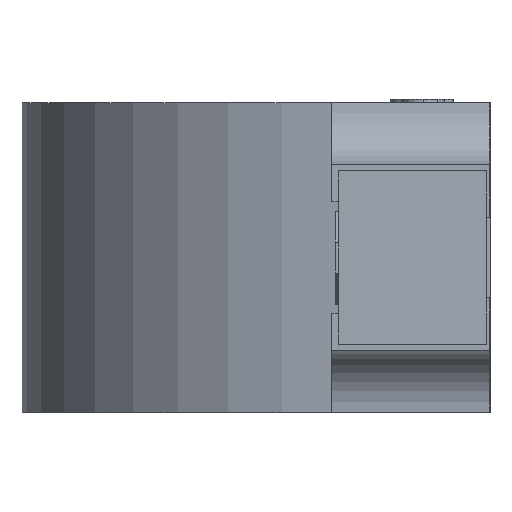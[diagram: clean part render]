
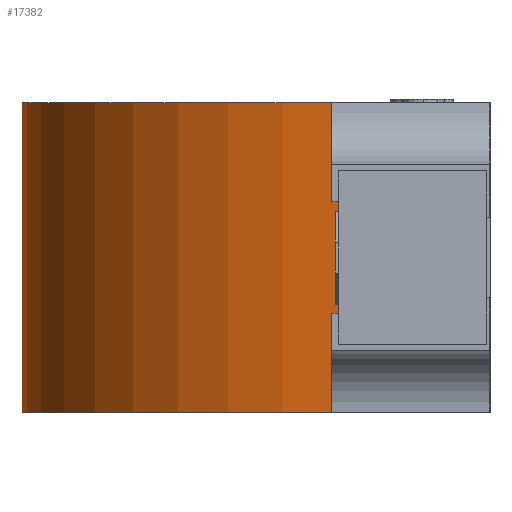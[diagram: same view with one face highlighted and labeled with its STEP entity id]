
A CAD part, left-side view. The second image highlights one B-rep face of the part: STEP entity #17382.
In plain terms, the highlighted cylindrical face has radius 1.103 mm (diameter 2.206 mm), a partial arc.
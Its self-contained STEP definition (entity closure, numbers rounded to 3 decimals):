
#239 = DIRECTION ( 'NONE',  ( 0., 0., 1. ) ) ;
#292 = VERTEX_POINT ( 'NONE', #14612 ) ;
#712 = VERTEX_POINT ( 'NONE', #14680 ) ;
#1050 = VERTEX_POINT ( 'NONE', #6363 ) ;
#1233 = DIRECTION ( 'NONE',  ( 0., 0., -1. ) ) ;
#1569 = CARTESIAN_POINT ( 'NONE',  ( 1.1, 0.24, -1. ) ) ;
#1640 = CYLINDRICAL_SURFACE ( 'NONE', #14877, 1.103 ) ;
#1715 = VERTEX_POINT ( 'NONE', #10537 ) ;
#1746 = CARTESIAN_POINT ( 'NONE',  ( -1.1, 0.24, -0.83 ) ) ;
#1838 = CARTESIAN_POINT ( 'NONE',  ( 1.1, 0.24, 0. ) ) ;
#1870 = DIRECTION ( 'NONE',  ( 0., 0., -1. ) ) ;
#1925 = AXIS2_PLACEMENT_3D ( 'NONE', #17181, #239, #15958 ) ;
#2063 = VECTOR ( 'NONE', #13626, 1000. ) ;
#2585 = CARTESIAN_POINT ( 'NONE',  ( -1.1, 0.24, -3.425 ) ) ;
#2609 = EDGE_CURVE ( 'NONE', #17466, #11096, #11481, .T. ) ;
#2762 = CARTESIAN_POINT ( 'NONE',  ( 1.1, 0.24, -3.425 ) ) ;
#2932 = FACE_OUTER_BOUND ( 'NONE', #15481, .T. ) ;
#3053 = ORIENTED_EDGE ( 'NONE', *, *, #13190, .F. ) ;
#3183 = DIRECTION ( 'NONE',  ( 0., 0., 1. ) ) ;
#3374 = CARTESIAN_POINT ( 'NONE',  ( -1.1, 0.24, -0.95 ) ) ;
#3593 = VERTEX_POINT ( 'NONE', #1569 ) ;
#3596 = LINE ( 'NONE', #13449, #2063 ) ;
#4447 = EDGE_CURVE ( 'NONE', #712, #11096, #16774, .T. ) ;
#4460 = CARTESIAN_POINT ( 'NONE',  ( 1.1, 0.24, -3.425 ) ) ;
#4502 = CARTESIAN_POINT ( 'NONE',  ( 1.1, 0.24, -3.425 ) ) ;
#4882 = VERTEX_POINT ( 'NONE', #15973 ) ;
#5136 = EDGE_CURVE ( 'NONE', #4882, #10203, #6797, .T. ) ;
#5262 = DIRECTION ( 'NONE',  ( 0., 0., 1. ) ) ;
#5939 = VECTOR ( 'NONE', #10285, 1000. ) ;
#6191 = VERTEX_POINT ( 'NONE', #1838 ) ;
#6216 = LINE ( 'NONE', #11640, #15146 ) ;
#6363 = CARTESIAN_POINT ( 'NONE',  ( 1.1, 0.24, -0.83 ) ) ;
#6365 = ORIENTED_EDGE ( 'NONE', *, *, #11724, .F. ) ;
#6677 = ORIENTED_EDGE ( 'NONE', *, *, #8252, .F. ) ;
#6790 = EDGE_CURVE ( 'NONE', #3593, #712, #17246, .T. ) ;
#6797 = LINE ( 'NONE', #16577, #9962 ) ;
#6800 = DIRECTION ( 'NONE',  ( 1., 0., 0. ) ) ;
#7147 = DIRECTION ( 'NONE',  ( 1., 0., 0. ) ) ;
#7179 = ORIENTED_EDGE ( 'NONE', *, *, #4447, .T. ) ;
#7921 = EDGE_CURVE ( 'NONE', #17466, #15548, #6216, .T. ) ;
#8252 = EDGE_CURVE ( 'NONE', #292, #6191, #14493, .T. ) ;
#8275 = DIRECTION ( 'NONE',  ( 0., 0., 1. ) ) ;
#8654 = LINE ( 'NONE', #14485, #10833 ) ;
#8860 = DIRECTION ( 'NONE',  ( 0., 0., 1. ) ) ;
#8945 = VECTOR ( 'NONE', #3183, 1000. ) ;
#9557 = EDGE_CURVE ( 'NONE', #1050, #15603, #12802, .T. ) ;
#9903 = LINE ( 'NONE', #11269, #15480 ) ;
#9962 = VECTOR ( 'NONE', #5262, 1000. ) ;
#10068 = CIRCLE ( 'NONE', #11242, 1.103 ) ;
#10087 = CARTESIAN_POINT ( 'NONE',  ( -1.1, 0.24, -0.17 ) ) ;
#10203 = VERTEX_POINT ( 'NONE', #10901 ) ;
#10285 = DIRECTION ( 'NONE',  ( 0., 0., -1. ) ) ;
#10300 = DIRECTION ( 'NONE',  ( 0., 0., 1. ) ) ;
#10416 = VECTOR ( 'NONE', #8275, 1000. ) ;
#10537 = CARTESIAN_POINT ( 'NONE',  ( 1.1, 0.24, -0.95 ) ) ;
#10833 = VECTOR ( 'NONE', #1870, 1000. ) ;
#10901 = CARTESIAN_POINT ( 'NONE',  ( -1.1, 0.24, 0. ) ) ;
#10913 = ORIENTED_EDGE ( 'NONE', *, *, #16906, .F. ) ;
#11096 = VERTEX_POINT ( 'NONE', #3374 ) ;
#11242 = AXIS2_PLACEMENT_3D ( 'NONE', #17053, #1233, #6800 ) ;
#11269 = CARTESIAN_POINT ( 'NONE',  ( 1.1, 0.24, -0.83 ) ) ;
#11315 = ORIENTED_EDGE ( 'NONE', *, *, #5136, .T. ) ;
#11371 = CARTESIAN_POINT ( 'NONE',  ( 0., 0.157, -3.425 ) ) ;
#11479 = ORIENTED_EDGE ( 'NONE', *, *, #14122, .F. ) ;
#11481 = LINE ( 'NONE', #1746, #5939 ) ;
#11640 = CARTESIAN_POINT ( 'NONE',  ( -1.1, 0.24, -3.425 ) ) ;
#11724 = EDGE_CURVE ( 'NONE', #1715, #1050, #9903, .T. ) ;
#11932 = VECTOR ( 'NONE', #10300, 1000. ) ;
#12101 = ORIENTED_EDGE ( 'NONE', *, *, #6790, .T. ) ;
#12506 = DIRECTION ( 'NONE',  ( 0., 0., 1. ) ) ;
#12802 = LINE ( 'NONE', #4502, #11932 ) ;
#13190 = EDGE_CURVE ( 'NONE', #4882, #15548, #8654, .T. ) ;
#13449 = CARTESIAN_POINT ( 'NONE',  ( 1.1, 0.24, -0.17 ) ) ;
#13626 = DIRECTION ( 'NONE',  ( 0., 0., 1. ) ) ;
#14065 = DIRECTION ( 'NONE',  ( 0., 0., 1. ) ) ;
#14122 = EDGE_CURVE ( 'NONE', #15603, #292, #3596, .T. ) ;
#14278 = ORIENTED_EDGE ( 'NONE', *, *, #9557, .F. ) ;
#14485 = CARTESIAN_POINT ( 'NONE',  ( -1.1, 0.24, -0.17 ) ) ;
#14493 = LINE ( 'NONE', #4460, #8945 ) ;
#14526 = CARTESIAN_POINT ( 'NONE',  ( 1.1, 0.24, -0.17 ) ) ;
#14612 = CARTESIAN_POINT ( 'NONE',  ( 1.1, 0.24, -0.05 ) ) ;
#14680 = CARTESIAN_POINT ( 'NONE',  ( -1.1, 0.24, -1. ) ) ;
#14877 = AXIS2_PLACEMENT_3D ( 'NONE', #11371, #18172, #7147 ) ;
#15146 = VECTOR ( 'NONE', #8860, 1000. ) ;
#15480 = VECTOR ( 'NONE', #14065, 1000. ) ;
#15481 = EDGE_LOOP ( 'NONE', ( #10913, #12101, #7179, #15986, #16812, #3053, #11315, #17058, #6677, #11479, #14278, #6365 ) ) ;
#15548 = VERTEX_POINT ( 'NONE', #10087 ) ;
#15603 = VERTEX_POINT ( 'NONE', #14526 ) ;
#15642 = CARTESIAN_POINT ( 'NONE',  ( -1.1, 0.24, -0.83 ) ) ;
#15958 = DIRECTION ( 'NONE',  ( 1., 0., 0. ) ) ;
#15973 = CARTESIAN_POINT ( 'NONE',  ( -1.1, 0.24, -0.05 ) ) ;
#15986 = ORIENTED_EDGE ( 'NONE', *, *, #2609, .F. ) ;
#16068 = VECTOR ( 'NONE', #12506, 1000. ) ;
#16577 = CARTESIAN_POINT ( 'NONE',  ( -1.1, 0.24, -3.425 ) ) ;
#16774 = LINE ( 'NONE', #2585, #16068 ) ;
#16812 = ORIENTED_EDGE ( 'NONE', *, *, #7921, .T. ) ;
#16906 = EDGE_CURVE ( 'NONE', #3593, #1715, #16975, .T. ) ;
#16975 = LINE ( 'NONE', #2762, #10416 ) ;
#17053 = CARTESIAN_POINT ( 'NONE',  ( 0., 0.157, 0. ) ) ;
#17058 = ORIENTED_EDGE ( 'NONE', *, *, #18244, .T. ) ;
#17181 = CARTESIAN_POINT ( 'NONE',  ( 0., 0.157, -1. ) ) ;
#17246 = CIRCLE ( 'NONE', #1925, 1.103 ) ;
#17382 = ADVANCED_FACE ( 'NONE', ( #2932 ), #1640, .T. ) ;
#17466 = VERTEX_POINT ( 'NONE', #15642 ) ;
#18172 = DIRECTION ( 'NONE',  ( 0., 0., 1. ) ) ;
#18244 = EDGE_CURVE ( 'NONE', #10203, #6191, #10068, .T. ) ;
